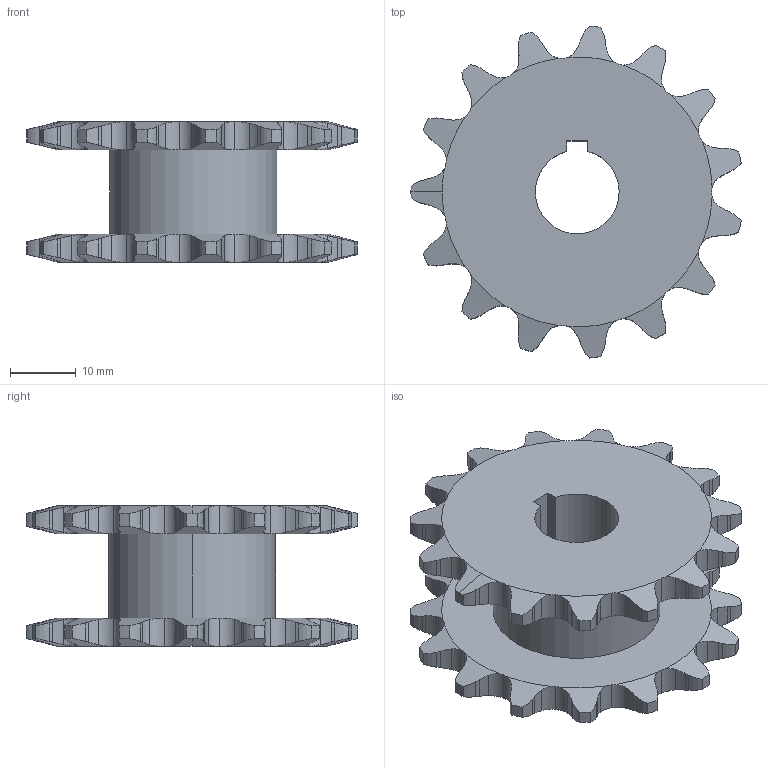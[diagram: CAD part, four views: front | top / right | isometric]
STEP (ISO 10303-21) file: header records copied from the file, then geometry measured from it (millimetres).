
FILE_DESCRIPTION (( 'STEP AP203' ), '1' );
FILE_NAME ('217-2657.20121204.STEP', '2012-12-05T00:05:14', ( 'svradm' ), ( 'Microsoft' ), 'SwSTEP 2.0', 'SolidWorks 2012', '' );
FILE_SCHEMA (( 'CONFIG_CONTROL_DESIGN' ));
Length unit declared in the file: inch
Products named in the file (1): 217-2657.20121204
Bounding box: 50.14 x 50.4 x 21.35 mm (x, y, z)
Volume: 16851.5 mm3; surface area: 8516.6 mm2
Topology: 1 solids, 1 shells, 343 faces, 1017 edges, 678 vertices
Faces by surface type: cylinder 214, plane 67, cone 62
Entity records: 12526 total; most frequent: CARTESIAN_POINT 3959, ORIENTED_EDGE 2034, DIRECTION 1477, EDGE_CURVE 1017, VERTEX_POINT 678, AXIS2_PLACEMENT_3D 596, B_SPLINE_CURVE_WITH_KNOTS 480, EDGE_LOOP 347
